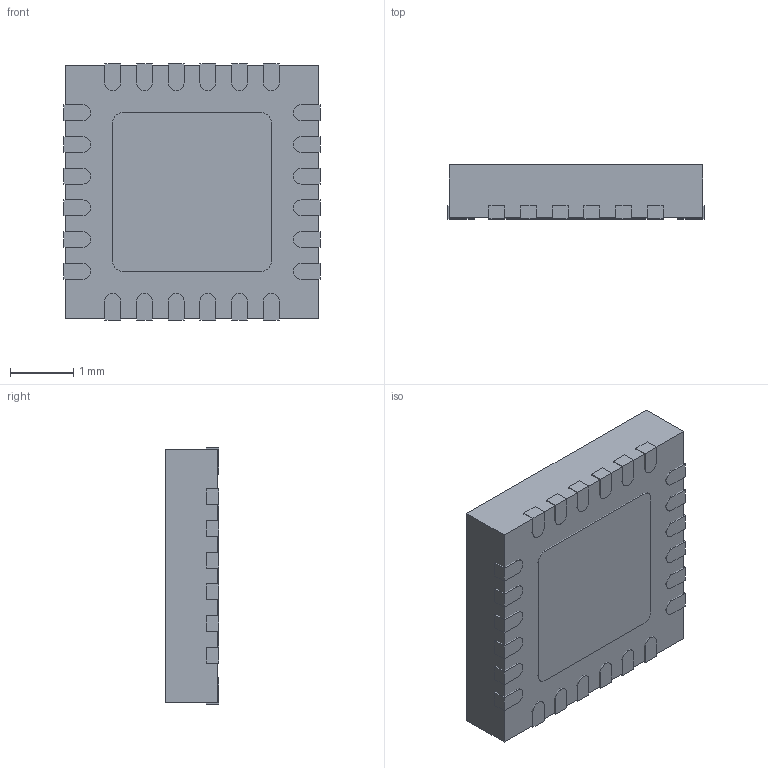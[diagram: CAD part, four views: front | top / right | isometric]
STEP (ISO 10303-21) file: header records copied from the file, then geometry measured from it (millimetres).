
FILE_DESCRIPTION( ( '' ), ' ' );
FILE_NAME( '5a02cf9de289d60fefea3244.step', '2017-11-08T09:35:11', ( '' ), ( '' ), ' ', ' ', ' ' );
FILE_SCHEMA( ( 'AUTOMOTIVE_DESIGN { 1 0 10303 214 1 1 1 1 }' ) );
Length unit declared in the file: metre
Products named in the file (26): 1; 2; 3; 4; 5; 6; 7; 8; 9; 10; 11; 12; 13; 14; 15; 16; 17; 18; 19; 20; 21; 22; 23; 24; 25; 26
Bounding box: 4.04 x 0.85 x 4.04 mm (x, y, z)
Surface area: 70.5 mm2
Topology: 26 solids, 26 shells, 186 faces, 399 edges, 266 vertices
Faces by surface type: plane 133, cylinder 53
Full cylindrical faces by diameter (mm): 0.385 x1
Entity records: 6778 total; most frequent: DIRECTION 928, CARTESIAN_POINT 876, ORIENTED_EDGE 796, EDGE_CURVE 398, AXIS2_PLACEMENT_3D 318, LINE 292, VECTOR 292, VERTEX_POINT 266
